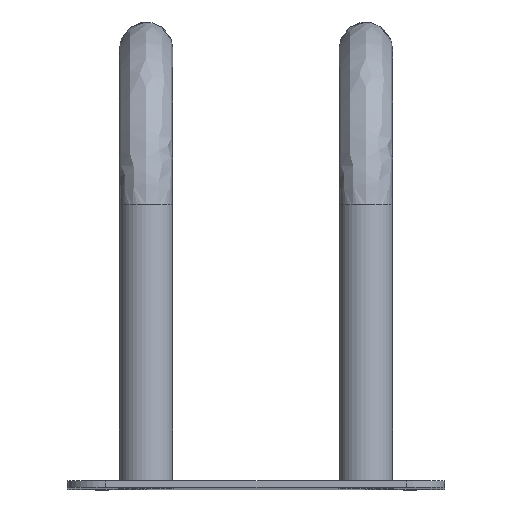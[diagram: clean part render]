
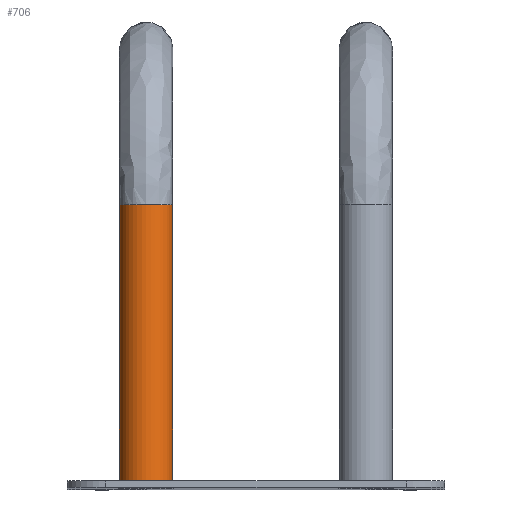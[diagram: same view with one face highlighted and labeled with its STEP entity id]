
A CAD part, top view. The second image highlights one B-rep face of the part: STEP entity #706.
In plain terms, the highlighted free-form (B-spline) face has degree [3, 1] with [4, 2] control points.
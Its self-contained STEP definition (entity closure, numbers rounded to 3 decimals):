
#67 = CARTESIAN_POINT ( 'NONE',  ( 3.025, 104.732, -10. ) ) ;
#84 = VERTEX_POINT ( 'NONE', #1896 ) ;
#95 = DIRECTION ( 'NONE',  ( 0., 1., 0. ) ) ;
#104 = FACE_OUTER_BOUND ( 'NONE', #545, .T. ) ;
#106 = CARTESIAN_POINT ( 'NONE',  ( 3.025, 104.732, 10. ) ) ;
#108 = EDGE_CURVE ( 'NONE', #1059, #804, #110, .T. ) ;
#110 = CIRCLE ( 'NONE', #1242, 10. ) ;
#170 = CIRCLE ( 'NONE', #643, 10. ) ;
#435 = DIRECTION ( 'NONE',  ( 0., 0., 1. ) ) ;
#472 = VECTOR ( 'NONE', #2256, 1000. ) ;
#490 = CARTESIAN_POINT ( 'NONE',  ( -16.975, 104.732, 10. ) ) ;
#545 = EDGE_LOOP ( 'NONE', ( #1264, #2527, #640, #2515 ) ) ;
#607 = EDGE_CURVE ( 'NONE', #2143, #84, #170, .T. ) ;
#640 = ORIENTED_EDGE ( 'NONE', *, *, #108, .T. ) ;
#643 = AXIS2_PLACEMENT_3D ( 'NONE', #1081, #1634, #435 ) ;
#706 = ADVANCED_FACE ( 'NONE', ( #104 ), #1632, .F. ) ;
#804 = VERTEX_POINT ( 'NONE', #956 ) ;
#956 = CARTESIAN_POINT ( 'NONE',  ( 0., 0., 10. ) ) ;
#992 = CARTESIAN_POINT ( 'NONE',  ( 0., 0., -10. ) ) ;
#1059 = VERTEX_POINT ( 'NONE', #992 ) ;
#1081 = CARTESIAN_POINT ( 'NONE',  ( 3.025, 104.732, 0. ) ) ;
#1200 = CARTESIAN_POINT ( 'NONE',  ( 3.025, 104.732, 10. ) ) ;
#1242 = AXIS2_PLACEMENT_3D ( 'NONE', #1864, #95, #2072 ) ;
#1264 = ORIENTED_EDGE ( 'NONE', *, *, #607, .F. ) ;
#1285 = LINE ( 'NONE', #1200, #1880 ) ;
#1294 = CARTESIAN_POINT ( 'NONE',  ( -20., 0., 10. ) ) ;
#1310 = CARTESIAN_POINT ( 'NONE',  ( -16.975, 104.732, -10. ) ) ;
#1489 = CARTESIAN_POINT ( 'NONE',  ( 0., 0., 10. ) ) ;
#1632 =( BOUNDED_SURFACE ( )  B_SPLINE_SURFACE ( 3, 1, ( 
 ( #2097, #1879 ),
 ( #1310, #2295 ),
 ( #490, #1294 ),
 ( #106, #1489 ) ),
 .UNSPECIFIED., .F., .F., .T. ) 
 B_SPLINE_SURFACE_WITH_KNOTS ( ( 4, 4 ),
 ( 2, 2 ),
 ( 0., 1. ),
 ( 0., 1. ),
 .UNSPECIFIED. ) 
 GEOMETRIC_REPRESENTATION_ITEM ( )  RATIONAL_B_SPLINE_SURFACE ( (
 ( 1., 1.),
 ( 0.333, 0.333),
 ( 0.333, 0.333),
 ( 1., 1.) ) ) 
 REPRESENTATION_ITEM ( '' )  SURFACE ( )  );
#1634 = DIRECTION ( 'NONE',  ( 0., 1., 0. ) ) ;
#1864 = CARTESIAN_POINT ( 'NONE',  ( 0., 0., 0. ) ) ;
#1879 = CARTESIAN_POINT ( 'NONE',  ( 0., 0., -10. ) ) ;
#1880 = VECTOR ( 'NONE', #2415, 1000. ) ;
#1896 = CARTESIAN_POINT ( 'NONE',  ( 3.025, 104.732, 10. ) ) ;
#1949 = LINE ( 'NONE', #67, #472 ) ;
#2072 = DIRECTION ( 'NONE',  ( 0., 0., 1. ) ) ;
#2097 = CARTESIAN_POINT ( 'NONE',  ( 3.025, 104.732, -10. ) ) ;
#2143 = VERTEX_POINT ( 'NONE', #2335 ) ;
#2256 = DIRECTION ( 'NONE',  ( -0.029, -1., 0. ) ) ;
#2295 = CARTESIAN_POINT ( 'NONE',  ( -20., 0., -10. ) ) ;
#2335 = CARTESIAN_POINT ( 'NONE',  ( 3.025, 104.732, -10. ) ) ;
#2387 = EDGE_CURVE ( 'NONE', #84, #804, #1285, .T. ) ;
#2415 = DIRECTION ( 'NONE',  ( -0.029, -1., 0. ) ) ;
#2435 = EDGE_CURVE ( 'NONE', #2143, #1059, #1949, .T. ) ;
#2515 = ORIENTED_EDGE ( 'NONE', *, *, #2387, .F. ) ;
#2527 = ORIENTED_EDGE ( 'NONE', *, *, #2435, .T. ) ;
